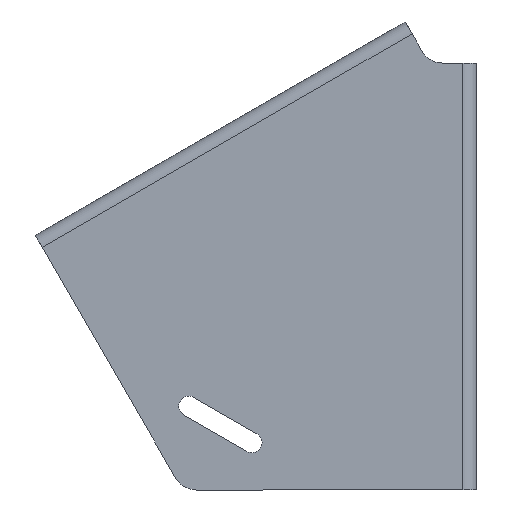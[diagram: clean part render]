
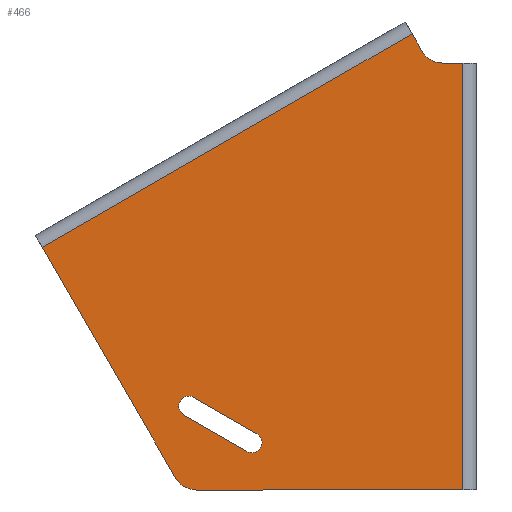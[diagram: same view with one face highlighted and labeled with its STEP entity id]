
A CAD part, left-side view. The second image highlights one B-rep face of the part: STEP entity #466.
In plain terms, the highlighted planar face has unit normal (-1, 0, 0).
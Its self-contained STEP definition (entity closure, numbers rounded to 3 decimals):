
#10 = VECTOR ( 'NONE', #1436, 1000. ) ;
#18 = LINE ( 'NONE', #532, #1114 ) ;
#25 = VERTEX_POINT ( 'NONE', #593 ) ;
#71 = VECTOR ( 'NONE', #671, 1000. ) ;
#79 = ORIENTED_EDGE ( 'NONE', *, *, #419, .F. ) ;
#82 = DIRECTION ( 'NONE',  ( 0., 0., -1. ) ) ;
#95 = CIRCLE ( 'NONE', #1569, 10. ) ;
#96 = VERTEX_POINT ( 'NONE', #1567 ) ;
#117 = ORIENTED_EDGE ( 'NONE', *, *, #641, .F. ) ;
#125 = CIRCLE ( 'NONE', #1521, 10. ) ;
#129 = VERTEX_POINT ( 'NONE', #290 ) ;
#169 = DIRECTION ( 'NONE',  ( 1., 0., 0. ) ) ;
#199 = CIRCLE ( 'NONE', #1489, 4.25 ) ;
#210 = CARTESIAN_POINT ( 'NONE',  ( 0., 126.81, -175. ) ) ;
#257 = AXIS2_PLACEMENT_3D ( 'NONE', #866, #324, #471 ) ;
#269 = VERTEX_POINT ( 'NONE', #1078 ) ;
#274 = LINE ( 'NONE', #790, #71 ) ;
#284 = DIRECTION ( 'NONE',  ( 0., 0., -1. ) ) ;
#290 = CARTESIAN_POINT ( 'NONE',  ( 0., 14.226, 0. ) ) ;
#321 = EDGE_CURVE ( 'NONE', #491, #1307, #709, .T. ) ;
#324 = DIRECTION ( 'NONE',  ( 1., 0., 0. ) ) ;
#341 = DIRECTION ( 'NONE',  ( 1., 0., 0. ) ) ;
#352 = CARTESIAN_POINT ( 'NONE',  ( 0., 121.233, -140.392 ) ) ;
#372 = VERTEX_POINT ( 'NONE', #1098 ) ;
#375 = DIRECTION ( 'NONE',  ( 0., -0.866, -0.5 ) ) ;
#397 = EDGE_CURVE ( 'NONE', #372, #653, #199, .T. ) ;
#408 = EDGE_CURVE ( 'NONE', #129, #1307, #979, .T. ) ;
#419 = EDGE_CURVE ( 'NONE', #558, #25, #599, .T. ) ;
#440 = VECTOR ( 'NONE', #1213, 1000. ) ;
#445 = CARTESIAN_POINT ( 'NONE',  ( 0., 22.887, 5. ) ) ;
#466 = ADVANCED_FACE ( 'NONE', ( #1248, #618 ), #1376, .F. ) ;
#471 = DIRECTION ( 'NONE',  ( 0., 0., -1. ) ) ;
#482 = ORIENTED_EDGE ( 'NONE', *, *, #1537, .F. ) ;
#491 = VERTEX_POINT ( 'NONE', #1369 ) ;
#496 = VECTOR ( 'NONE', #616, 1000. ) ;
#502 = CARTESIAN_POINT ( 'NONE',  ( 0., 118.15, -180. ) ) ;
#506 = ORIENTED_EDGE ( 'NONE', *, *, #628, .T. ) ;
#514 = DIRECTION ( 'NONE',  ( -1., 0., 0. ) ) ;
#522 = VERTEX_POINT ( 'NONE', #502 ) ;
#532 = CARTESIAN_POINT ( 'NONE',  ( 0., 123.358, -148.322 ) ) ;
#549 = VECTOR ( 'NONE', #375, 1000. ) ;
#558 = VERTEX_POINT ( 'NONE', #1420 ) ;
#571 = CARTESIAN_POINT ( 'NONE',  ( 0., 123.358, -148.322 ) ) ;
#593 = CARTESIAN_POINT ( 'NONE',  ( 0., 183.016, -77.648 ) ) ;
#599 = LINE ( 'NONE', #210, #1273 ) ;
#616 = DIRECTION ( 'NONE',  ( 0., 1., 0. ) ) ;
#617 = ORIENTED_EDGE ( 'NONE', *, *, #397, .T. ) ;
#618 = FACE_OUTER_BOUND ( 'NONE', #1021, .T. ) ;
#620 = EDGE_CURVE ( 'NONE', #653, #1169, #18, .T. ) ;
#622 = CARTESIAN_POINT ( 'NONE',  ( 0., 5.737, 0. ) ) ;
#628 = EDGE_CURVE ( 'NONE', #269, #372, #1155, .T. ) ;
#641 = EDGE_CURVE ( 'NONE', #1107, #129, #95, .T. ) ;
#642 = ORIENTED_EDGE ( 'NONE', *, *, #1647, .T. ) ;
#653 = VERTEX_POINT ( 'NONE', #676 ) ;
#671 = DIRECTION ( 'NONE',  ( 0., 0.866, -0.5 ) ) ;
#676 = CARTESIAN_POINT ( 'NONE',  ( 0., 96.772, -163.672 ) ) ;
#709 = LINE ( 'NONE', #946, #440 ) ;
#741 = DIRECTION ( 'NONE',  ( 0., -1., 0. ) ) ;
#751 = CARTESIAN_POINT ( 'NONE',  ( 0., 14.226, 10. ) ) ;
#758 = DIRECTION ( 'NONE',  ( 1., 0., 0. ) ) ;
#764 = ORIENTED_EDGE ( 'NONE', *, *, #620, .T. ) ;
#790 = CARTESIAN_POINT ( 'NONE',  ( 0., 27.132, 12.352 ) ) ;
#809 = CARTESIAN_POINT ( 'NONE',  ( 0., 22.887, 5. ) ) ;
#824 = CARTESIAN_POINT ( 'NONE',  ( 0., 118.15, -170. ) ) ;
#832 = EDGE_CURVE ( 'NONE', #491, #522, #1096, .T. ) ;
#850 = CIRCLE ( 'NONE', #1575, 4.25 ) ;
#866 = CARTESIAN_POINT ( 'NONE',  ( 0., 121.233, -144.642 ) ) ;
#881 = EDGE_LOOP ( 'NONE', ( #1256, #1558, #506, #617, #764 ) ) ;
#882 = CARTESIAN_POINT ( 'NONE',  ( 0., 94.647, -159.992 ) ) ;
#913 = DIRECTION ( 'NONE',  ( 1., 0., 0. ) ) ;
#923 = VECTOR ( 'NONE', #741, 1000. ) ;
#946 = CARTESIAN_POINT ( 'NONE',  ( 0., 5.737, -180. ) ) ;
#959 = LINE ( 'NONE', #445, #10 ) ;
#979 = LINE ( 'NONE', #1000, #923 ) ;
#1000 = CARTESIAN_POINT ( 'NONE',  ( 0., 0., 0. ) ) ;
#1021 = EDGE_LOOP ( 'NONE', ( #1564, #1380, #117, #1315, #642, #79, #482, #1581 ) ) ;
#1045 = DIRECTION ( 'NONE',  ( 0., 0.866, 0.5 ) ) ;
#1078 = CARTESIAN_POINT ( 'NONE',  ( 0., 119.108, -140.961 ) ) ;
#1079 = DIRECTION ( 'NONE',  ( 0., 0., -1. ) ) ;
#1082 = EDGE_CURVE ( 'NONE', #96, #1107, #959, .T. ) ;
#1096 = LINE ( 'NONE', #1230, #496 ) ;
#1098 = CARTESIAN_POINT ( 'NONE',  ( 0., 92.522, -156.311 ) ) ;
#1107 = VERTEX_POINT ( 'NONE', #809 ) ;
#1114 = VECTOR ( 'NONE', #1045, 1000. ) ;
#1155 = LINE ( 'NONE', #1414, #549 ) ;
#1169 = VERTEX_POINT ( 'NONE', #571 ) ;
#1171 = CIRCLE ( 'NONE', #257, 4.25 ) ;
#1208 = CARTESIAN_POINT ( 'NONE',  ( 0., 121.233, -144.642 ) ) ;
#1213 = DIRECTION ( 'NONE',  ( 0., 0., 1. ) ) ;
#1230 = CARTESIAN_POINT ( 'NONE',  ( 0., 0., -180. ) ) ;
#1233 = DIRECTION ( 'NONE',  ( 0., 0.5, 0.866 ) ) ;
#1248 = FACE_BOUND ( 'NONE', #881, .T. ) ;
#1256 = ORIENTED_EDGE ( 'NONE', *, *, #1642, .T. ) ;
#1259 = DIRECTION ( 'NONE',  ( 0., 0., -1. ) ) ;
#1268 = VERTEX_POINT ( 'NONE', #352 ) ;
#1273 = VECTOR ( 'NONE', #1233, 1000. ) ;
#1302 = EDGE_CURVE ( 'NONE', #1268, #269, #1171, .T. ) ;
#1307 = VERTEX_POINT ( 'NONE', #622 ) ;
#1315 = ORIENTED_EDGE ( 'NONE', *, *, #1082, .F. ) ;
#1369 = CARTESIAN_POINT ( 'NONE',  ( 0., 5.737, -180. ) ) ;
#1376 = PLANE ( 'NONE',  #1653 ) ;
#1380 = ORIENTED_EDGE ( 'NONE', *, *, #408, .F. ) ;
#1414 = CARTESIAN_POINT ( 'NONE',  ( 0., 119.108, -140.961 ) ) ;
#1420 = CARTESIAN_POINT ( 'NONE',  ( 0., 126.81, -175. ) ) ;
#1436 = DIRECTION ( 'NONE',  ( 0., -0.5, -0.866 ) ) ;
#1489 = AXIS2_PLACEMENT_3D ( 'NONE', #882, #758, #1259 ) ;
#1521 = AXIS2_PLACEMENT_3D ( 'NONE', #824, #169, #1079 ) ;
#1537 = EDGE_CURVE ( 'NONE', #522, #558, #125, .T. ) ;
#1558 = ORIENTED_EDGE ( 'NONE', *, *, #1302, .T. ) ;
#1559 = DIRECTION ( 'NONE',  ( 0., 0., -1. ) ) ;
#1564 = ORIENTED_EDGE ( 'NONE', *, *, #321, .T. ) ;
#1567 = CARTESIAN_POINT ( 'NONE',  ( 0., 27.132, 12.352 ) ) ;
#1569 = AXIS2_PLACEMENT_3D ( 'NONE', #1672, #514, #1559 ) ;
#1575 = AXIS2_PLACEMENT_3D ( 'NONE', #1208, #913, #284 ) ;
#1581 = ORIENTED_EDGE ( 'NONE', *, *, #832, .F. ) ;
#1642 = EDGE_CURVE ( 'NONE', #1169, #1268, #850, .T. ) ;
#1647 = EDGE_CURVE ( 'NONE', #96, #25, #274, .T. ) ;
#1653 = AXIS2_PLACEMENT_3D ( 'NONE', #751, #341, #82 ) ;
#1672 = CARTESIAN_POINT ( 'NONE',  ( 0., 14.226, 10. ) ) ;
